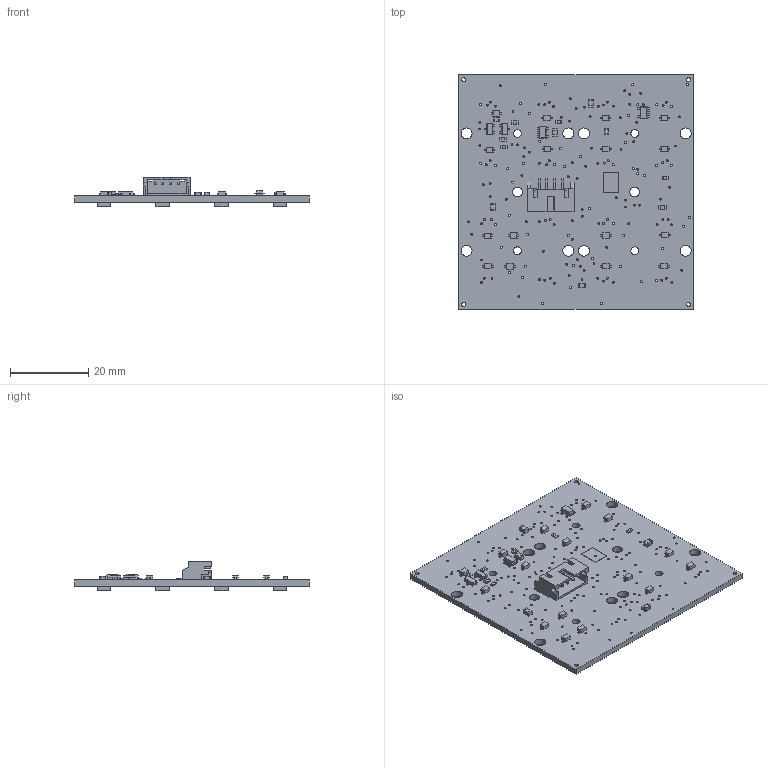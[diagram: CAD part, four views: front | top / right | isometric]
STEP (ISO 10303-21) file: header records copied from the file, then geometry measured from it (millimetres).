
FILE_DESCRIPTION(/* description */ (''),/* implementation_level */ '2;1');
FILE_NAME(/* name */ 'Adafruit NeoTrellis 4x4.step',/* time_stamp */ '2018-09-21T11:24:40-04:00',/* author */ ('Adafruit'),/* organization */ (''),/* preprocessor_version */ 'ST-DEVELOPER v17.2',/* originating_system */ 'Autodesk Translation Framework v7.6.0.251',/* authorisation */ '');
FILE_SCHEMA (('AUTOMOTIVE_DESIGN { 1 0 10303 214 3 1 1 }'));
Length unit declared in the file: millimetre
Products named in the file (13): Adafruit NeoTrellis 4x4; PCB Component; Board; 10µF; ADAFRUIT_TEXT_20MM; ATSAMD09D14A-MU; 10K; 1N4148; WS2812B3535; AP2112-3.3; STEMMA_I2C_RASMT; BSS138; 74AHCT1G125DBV
Assembly tree (53 placements, depth 3):
  Adafruit NeoTrellis 4x4
    PCB Component
      Board
      10µF  x5
      ADAFRUIT_TEXT_20MM
      ATSAMD09D14A-MU
      10K  x7
      1N4148  x16
      WS2812B3535  x16
      AP2112-3.3
      STEMMA_I2C_RASMT
      BSS138  x2
      74AHCT1G125DBV
Bounding box: 60 x 60 x 7.57 mm (x, y, z)
Volume: 5917.6 mm3; surface area: 9656.5 mm2
Topology: 56 solids, 56 shells, 1539 faces, 4017 edges, 2602 vertices
Faces by surface type: plane 1121, cylinder 418
Full cylindrical faces by diameter (mm): 0.5 x172, 1 x4, 2 x4, 2.5 x2, 2.8 x8, 3 x16
Entity records: 22715 total; most frequent: DIRECTION 3770, CARTESIAN_POINT 3673, ORIENTED_EDGE 3580, EDGE_CURVE 1790, AXIS2_PLACEMENT_3D 1261, LINE 1248, VECTOR 1248, VERTEX_POINT 1164
